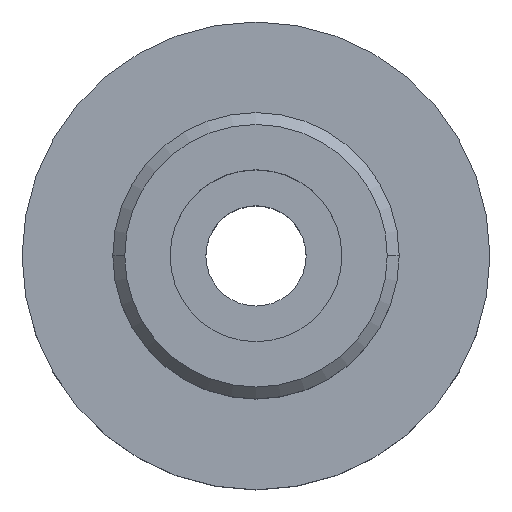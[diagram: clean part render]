
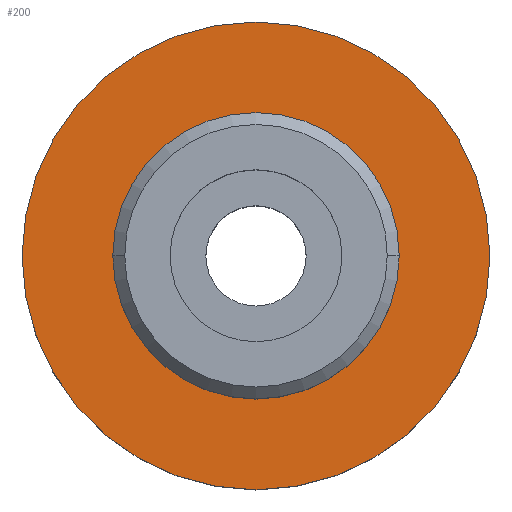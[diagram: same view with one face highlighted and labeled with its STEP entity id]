
A CAD part, top view. The second image highlights one B-rep face of the part: STEP entity #200.
In plain terms, the highlighted planar face has unit normal (0, 0, 1).
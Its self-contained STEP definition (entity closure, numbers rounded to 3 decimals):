
#110=VERTEX_POINT('',#278);
#122=EDGE_CURVE('',#218,#110,#291,.T.);
#126=EDGE_CURVE('',#170,#202,#295,.T.);
#134=EDGE_CURVE('',#202,#170,#304,.T.);
#170=VERTEX_POINT('',#347);
#192=EDGE_CURVE('',#110,#218,#373,.T.);
#200=ADVANCED_FACE('',(#382,#383),#384,.T.);
#202=VERTEX_POINT('',#386);
#218=VERTEX_POINT('',#402);
#278=CARTESIAN_POINT('',(-15.0,0.,12.0));
#291=CIRCLE('',#472,15.0);
#295=CIRCLE('',#478,24.5);
#304=CIRCLE('',#490,24.5);
#347=CARTESIAN_POINT('',(24.5,0.,12.0));
#373=CIRCLE('',#576,15.0);
#382=FACE_BOUND('',#588,.T.);
#383=FACE_OUTER_BOUND('',#589,.T.);
#384=PLANE('',#590);
#386=CARTESIAN_POINT('',(-24.5,0.,12.0));
#402=CARTESIAN_POINT('',(15.0,0.,12.0));
#472=AXIS2_PLACEMENT_3D('',#697,#698,#699);
#478=AXIS2_PLACEMENT_3D('',#703,#704,#705);
#490=AXIS2_PLACEMENT_3D('',#715,#716,#717);
#576=AXIS2_PLACEMENT_3D('',#809,#810,#811);
#588=EDGE_LOOP('',(#825,#826));
#589=EDGE_LOOP('',(#827,#828));
#590=AXIS2_PLACEMENT_3D('',#829,#830,#831);
#697=CARTESIAN_POINT('',(0.0,0.,12.0));
#698=DIRECTION('',(0.0,0.0,1.0));
#699=DIRECTION('',(-1.0,0.,0.0));
#703=CARTESIAN_POINT('',(0.0,0.,12.0));
#704=DIRECTION('',(0.0,0.0,1.0));
#705=DIRECTION('',(-1.0,0.,0.0));
#715=CARTESIAN_POINT('',(0.0,0.,12.0));
#716=DIRECTION('',(0.0,0.0,1.0));
#717=DIRECTION('',(-1.0,0.,0.0));
#809=CARTESIAN_POINT('',(0.0,0.,12.0));
#810=DIRECTION('',(0.0,0.0,1.0));
#811=DIRECTION('',(-1.0,0.,0.0));
#825=ORIENTED_EDGE('',*,*,#192,.F.);
#826=ORIENTED_EDGE('',*,*,#122,.F.);
#827=ORIENTED_EDGE('',*,*,#134,.T.);
#828=ORIENTED_EDGE('',*,*,#126,.T.);
#829=CARTESIAN_POINT('',(-19.75,0.,12.0));
#830=DIRECTION('',(0.0,0.0,1.0));
#831=DIRECTION('',(-1.0,0.,0.0));
